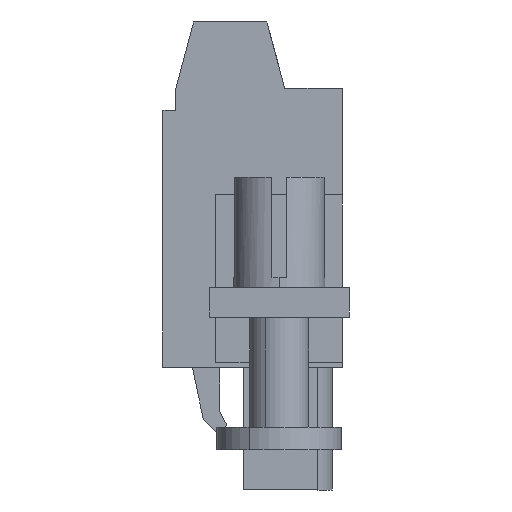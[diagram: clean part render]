
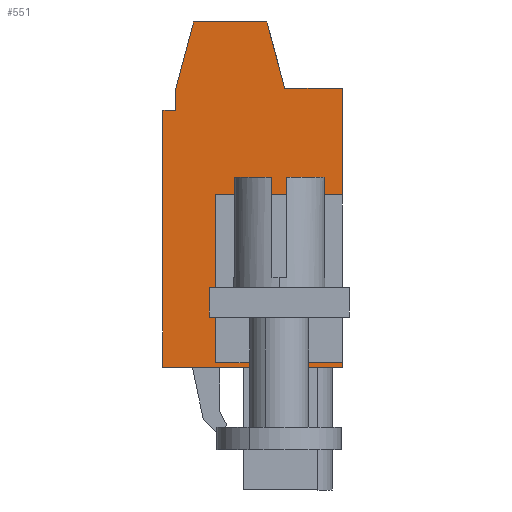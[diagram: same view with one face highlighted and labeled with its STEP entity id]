
A CAD part, left-side view. The second image highlights one B-rep face of the part: STEP entity #551.
In plain terms, the highlighted planar face has unit normal (-1, 0, 0).
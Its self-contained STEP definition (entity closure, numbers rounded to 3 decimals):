
#459=AXIS2_PLACEMENT_3D('Plane Axis2P3D',#456,#457,#458) ;
#49=CARTESIAN_POINT('Vertex',(12.1,12.65,25.8)) ;
#52=CARTESIAN_POINT('Line Origine',(12.1,12.213,25.8)) ;
#56=CARTESIAN_POINT('Vertex',(12.1,11.775,25.8)) ;
#129=CARTESIAN_POINT('Vertex',(12.1,12.65,8.35)) ;
#132=CARTESIAN_POINT('Line Origine',(12.1,12.65,17.075)) ;
#456=CARTESIAN_POINT('Axis2P3D Location',(12.1,0.,0.)) ;
#461=CARTESIAN_POINT('Line Origine',(12.1,0.45,23.675)) ;
#465=CARTESIAN_POINT('Vertex',(12.1,0.45,20.05)) ;
#467=CARTESIAN_POINT('Vertex',(12.1,0.45,27.3)) ;
#470=CARTESIAN_POINT('Line Origine',(12.1,2.412,27.3)) ;
#474=CARTESIAN_POINT('Vertex',(12.1,4.375,27.3)) ;
#477=CARTESIAN_POINT('Line Origine',(12.1,4.978,29.55)) ;
#481=CARTESIAN_POINT('Vertex',(12.1,5.581,31.8)) ;
#484=CARTESIAN_POINT('Line Origine',(12.1,8.075,31.8)) ;
#488=CARTESIAN_POINT('Vertex',(12.1,10.569,31.8)) ;
#491=CARTESIAN_POINT('Line Origine',(12.1,11.172,29.55)) ;
#495=CARTESIAN_POINT('Vertex',(12.1,11.775,27.3)) ;
#498=CARTESIAN_POINT('Line Origine',(12.1,11.775,26.55)) ;
#503=CARTESIAN_POINT('Line Origine',(12.1,6.55,8.35)) ;
#507=CARTESIAN_POINT('Vertex',(12.1,0.45,8.35)) ;
#510=CARTESIAN_POINT('Line Origine',(12.1,0.45,8.5)) ;
#514=CARTESIAN_POINT('Vertex',(12.1,0.45,8.65)) ;
#517=CARTESIAN_POINT('Line Origine',(12.1,4.75,8.65)) ;
#521=CARTESIAN_POINT('Vertex',(12.1,9.05,8.65)) ;
#524=CARTESIAN_POINT('Line Origine',(12.1,9.05,14.35)) ;
#528=CARTESIAN_POINT('Vertex',(12.1,9.05,20.05)) ;
#531=CARTESIAN_POINT('Line Origine',(12.1,4.75,20.05)) ;
#53=DIRECTION('Vector Direction',(0.,1.,0.)) ;
#133=DIRECTION('Vector Direction',(0.,0.,-1.)) ;
#457=DIRECTION('Axis2P3D Direction',(-1.,0.,0.)) ;
#458=DIRECTION('Axis2P3D XDirection',(0.,0.,1.)) ;
#462=DIRECTION('Vector Direction',(0.,0.,1.)) ;
#471=DIRECTION('Vector Direction',(0.,1.,0.)) ;
#478=DIRECTION('Vector Direction',(0.,0.259,0.966)) ;
#485=DIRECTION('Vector Direction',(0.,1.,0.)) ;
#492=DIRECTION('Vector Direction',(0.,0.259,-0.966)) ;
#499=DIRECTION('Vector Direction',(0.,0.,-1.)) ;
#504=DIRECTION('Vector Direction',(0.,-1.,0.)) ;
#511=DIRECTION('Vector Direction',(0.,0.,1.)) ;
#518=DIRECTION('Vector Direction',(0.,-1.,0.)) ;
#525=DIRECTION('Vector Direction',(0.,0.,-1.)) ;
#532=DIRECTION('Vector Direction',(0.,-1.,0.)) ;
#54=VECTOR('Line Direction',#53,1.) ;
#134=VECTOR('Line Direction',#133,1.) ;
#463=VECTOR('Line Direction',#462,1.) ;
#472=VECTOR('Line Direction',#471,1.) ;
#479=VECTOR('Line Direction',#478,1.) ;
#486=VECTOR('Line Direction',#485,1.) ;
#493=VECTOR('Line Direction',#492,1.) ;
#500=VECTOR('Line Direction',#499,1.) ;
#505=VECTOR('Line Direction',#504,1.) ;
#512=VECTOR('Line Direction',#511,1.) ;
#519=VECTOR('Line Direction',#518,1.) ;
#526=VECTOR('Line Direction',#525,1.) ;
#533=VECTOR('Line Direction',#532,1.) ;
#537=ORIENTED_EDGE('',*,*,#469,.T.) ;
#538=ORIENTED_EDGE('',*,*,#476,.T.) ;
#539=ORIENTED_EDGE('',*,*,#483,.T.) ;
#540=ORIENTED_EDGE('',*,*,#490,.T.) ;
#541=ORIENTED_EDGE('',*,*,#497,.T.) ;
#542=ORIENTED_EDGE('',*,*,#502,.T.) ;
#543=ORIENTED_EDGE('',*,*,#58,.T.) ;
#544=ORIENTED_EDGE('',*,*,#136,.T.) ;
#545=ORIENTED_EDGE('',*,*,#509,.T.) ;
#546=ORIENTED_EDGE('',*,*,#516,.T.) ;
#547=ORIENTED_EDGE('',*,*,#523,.F.) ;
#548=ORIENTED_EDGE('',*,*,#530,.F.) ;
#549=ORIENTED_EDGE('',*,*,#535,.T.) ;
#551=ADVANCED_FACE('HOUSING',(#550),#460,.T.) ;
#58=EDGE_CURVE('',#57,#50,#55,.T.) ;
#136=EDGE_CURVE('',#50,#130,#135,.T.) ;
#469=EDGE_CURVE('',#466,#468,#464,.T.) ;
#476=EDGE_CURVE('',#468,#475,#473,.T.) ;
#483=EDGE_CURVE('',#475,#482,#480,.T.) ;
#490=EDGE_CURVE('',#482,#489,#487,.T.) ;
#497=EDGE_CURVE('',#489,#496,#494,.T.) ;
#502=EDGE_CURVE('',#496,#57,#501,.T.) ;
#509=EDGE_CURVE('',#130,#508,#506,.T.) ;
#516=EDGE_CURVE('',#508,#515,#513,.T.) ;
#523=EDGE_CURVE('',#522,#515,#520,.T.) ;
#530=EDGE_CURVE('',#529,#522,#527,.T.) ;
#535=EDGE_CURVE('',#529,#466,#534,.T.) ;
#536=EDGE_LOOP('',(#537,#538,#539,#540,#541,#542,#543,#544,#545,#546,#547,#548,#549)) ;
#550=FACE_OUTER_BOUND('',#536,.T.) ;
#55=LINE('Line',#52,#54) ;
#135=LINE('Line',#132,#134) ;
#464=LINE('Line',#461,#463) ;
#473=LINE('Line',#470,#472) ;
#480=LINE('Line',#477,#479) ;
#487=LINE('Line',#484,#486) ;
#494=LINE('Line',#491,#493) ;
#501=LINE('Line',#498,#500) ;
#506=LINE('Line',#503,#505) ;
#513=LINE('Line',#510,#512) ;
#520=LINE('Line',#517,#519) ;
#527=LINE('Line',#524,#526) ;
#534=LINE('Line',#531,#533) ;
#460=PLANE('',#459) ;
#50=VERTEX_POINT('',#49) ;
#57=VERTEX_POINT('',#56) ;
#130=VERTEX_POINT('',#129) ;
#466=VERTEX_POINT('',#465) ;
#468=VERTEX_POINT('',#467) ;
#475=VERTEX_POINT('',#474) ;
#482=VERTEX_POINT('',#481) ;
#489=VERTEX_POINT('',#488) ;
#496=VERTEX_POINT('',#495) ;
#508=VERTEX_POINT('',#507) ;
#515=VERTEX_POINT('',#514) ;
#522=VERTEX_POINT('',#521) ;
#529=VERTEX_POINT('',#528) ;
